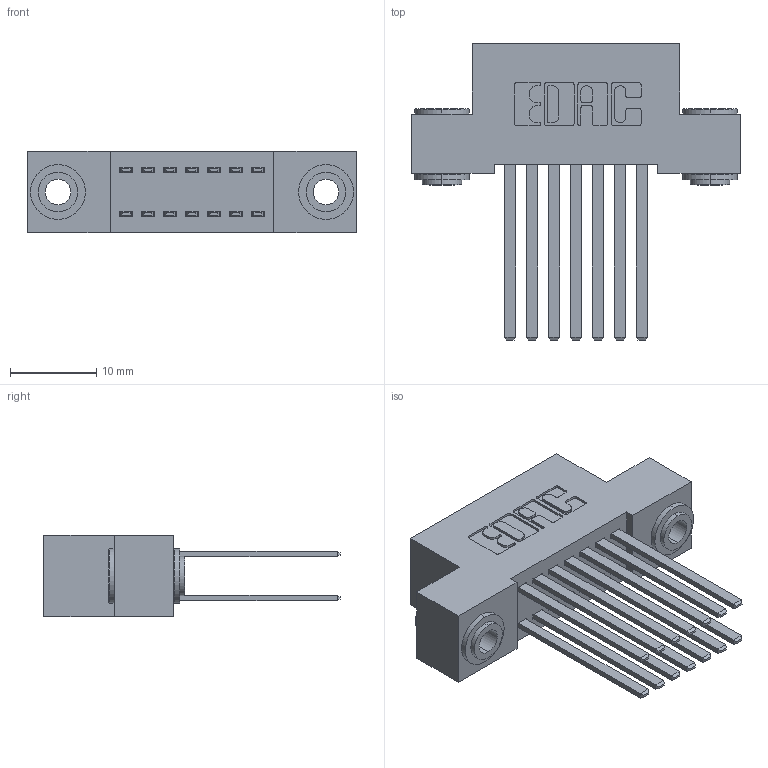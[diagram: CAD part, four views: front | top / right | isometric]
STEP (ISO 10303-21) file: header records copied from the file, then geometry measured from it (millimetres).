
FILE_DESCRIPTION (( 'STEP AP203' ), '1' );
FILE_NAME ('392-014-544-203.STEP', '2019-10-07T02:26:12', ( '' ), ( '' ), 'SwSTEP 2.0', 'SolidWorks 2016', '' );
FILE_SCHEMA (( 'CONFIG_CONTROL_DESIGN' ));
Length unit declared in the file: inch
Products named in the file (4): 342-250-002_345-250-002-102; 392-014-544-203; 342 Part_.156 TH; 345-292-001_345-293-144
Assembly tree (17 placements, depth 2):
  392-014-544-203
    342 Part_.156 TH
    345-292-001_345-293-144  x14
    342-250-002_345-250-002-102  x2
Bounding box: 38.1 x 34.3 x 9.4 mm (x, y, z)
Volume: 3476.7 mm3; surface area: 5554.3 mm2
Topology: 17 solids, 17 shells, 792 faces, 2293 edges, 1506 vertices
Faces by surface type: plane 524, cylinder 260, cone 8
Entity records: 9364 total; most frequent: CARTESIAN_POINT 1565, ORIENTED_EDGE 1494, DIRECTION 1429, EDGE_CURVE 747, VECTOR 599, LINE 599, VERTEX_POINT 494, AXIS2_PLACEMENT_3D 415
